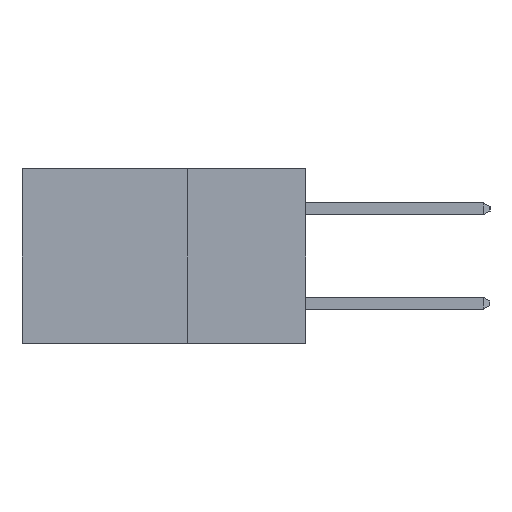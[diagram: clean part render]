
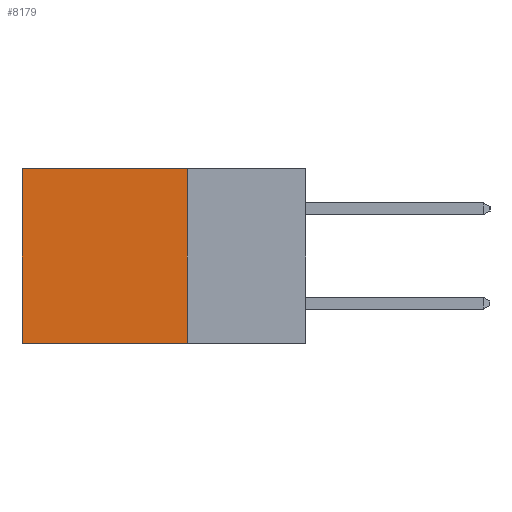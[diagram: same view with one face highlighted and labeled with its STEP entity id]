
A CAD part, left-side view. The second image highlights one B-rep face of the part: STEP entity #8179.
In plain terms, the highlighted planar face has unit normal (-1, 0, 0).
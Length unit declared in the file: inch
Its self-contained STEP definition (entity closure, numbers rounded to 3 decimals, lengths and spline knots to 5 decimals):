
#105 = EDGE_CURVE ( 'NONE', #18958, #5235, #26168, .T. ) ;
#2659 = DIRECTION ( 'NONE',  ( 0., 1., 0. ) ) ;
#3700 = CARTESIAN_POINT ( 'NONE',  ( 0.2615, 0.6, -0.37 ) ) ;
#3708 = ORIENTED_EDGE ( 'NONE', *, *, #105, .F. ) ;
#3993 = ORIENTED_EDGE ( 'NONE', *, *, #4357, .T. ) ;
#4143 = DIRECTION ( 'NONE',  ( 0., 1., 0. ) ) ;
#4302 = VECTOR ( 'NONE', #11890, 39.37008 ) ;
#4357 = EDGE_CURVE ( 'NONE', #9446, #19593, #24803, .T. ) ;
#5235 = VERTEX_POINT ( 'NONE', #11411 ) ;
#5942 = CARTESIAN_POINT ( 'NONE',  ( 0.2615, 0.25, 0. ) ) ;
#6088 = CARTESIAN_POINT ( 'NONE',  ( 0.2615, 0.25, -0.37 ) ) ;
#8179 = ADVANCED_FACE ( 'NONE', ( #23462 ), #13893, .F. ) ;
#8250 = CARTESIAN_POINT ( 'NONE',  ( 0.2615, 0.25, -0.37 ) ) ;
#8427 = CARTESIAN_POINT ( 'NONE',  ( 0.2615, 0.25, -0.37 ) ) ;
#9446 = VERTEX_POINT ( 'NONE', #5942 ) ;
#9516 = CARTESIAN_POINT ( 'NONE',  ( 0.2615, 0.25, -0.37 ) ) ;
#10531 = LINE ( 'NONE', #8427, #19982 ) ;
#11411 = CARTESIAN_POINT ( 'NONE',  ( 0.2615, 0.6, -0.37 ) ) ;
#11890 = DIRECTION ( 'NONE',  ( 0., 0., -1. ) ) ;
#13893 = PLANE ( 'NONE',  #24212 ) ;
#14451 = CARTESIAN_POINT ( 'NONE',  ( 0.2615, 0.25, 0. ) ) ;
#15229 = ORIENTED_EDGE ( 'NONE', *, *, #15959, .F. ) ;
#15959 = EDGE_CURVE ( 'NONE', #9446, #18958, #10531, .T. ) ;
#17201 = VECTOR ( 'NONE', #4143, 39.37008 ) ;
#17358 = DIRECTION ( 'NONE',  ( 0., 0., -1. ) ) ;
#17440 = CARTESIAN_POINT ( 'NONE',  ( 0.2615, 0.6, 0. ) ) ;
#18606 = EDGE_LOOP ( 'NONE', ( #21187, #3708, #15229, #3993 ) ) ;
#18958 = VERTEX_POINT ( 'NONE', #6088 ) ;
#19000 = VECTOR ( 'NONE', #2659, 39.37008 ) ;
#19593 = VERTEX_POINT ( 'NONE', #17440 ) ;
#19982 = VECTOR ( 'NONE', #24740, 39.37008 ) ;
#21187 = ORIENTED_EDGE ( 'NONE', *, *, #25503, .T. ) ;
#21729 = DIRECTION ( 'NONE',  ( 1., 0., 0. ) ) ;
#23462 = FACE_OUTER_BOUND ( 'NONE', #18606, .T. ) ;
#24212 = AXIS2_PLACEMENT_3D ( 'NONE', #9516, #21729, #17358 ) ;
#24523 = LINE ( 'NONE', #3700, #4302 ) ;
#24740 = DIRECTION ( 'NONE',  ( 0., 0., -1. ) ) ;
#24803 = LINE ( 'NONE', #14451, #19000 ) ;
#25503 = EDGE_CURVE ( 'NONE', #19593, #5235, #24523, .T. ) ;
#26168 = LINE ( 'NONE', #8250, #17201 ) ;
